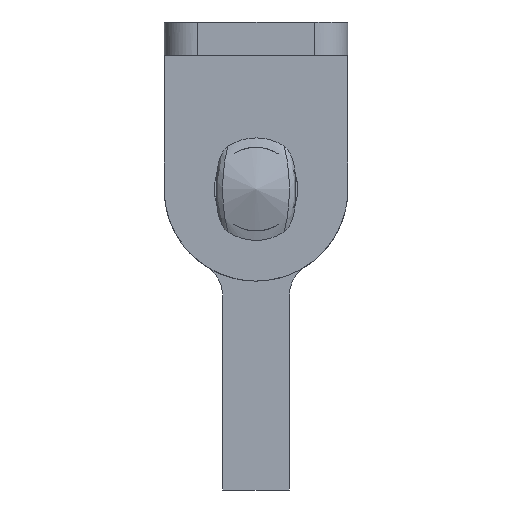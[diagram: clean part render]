
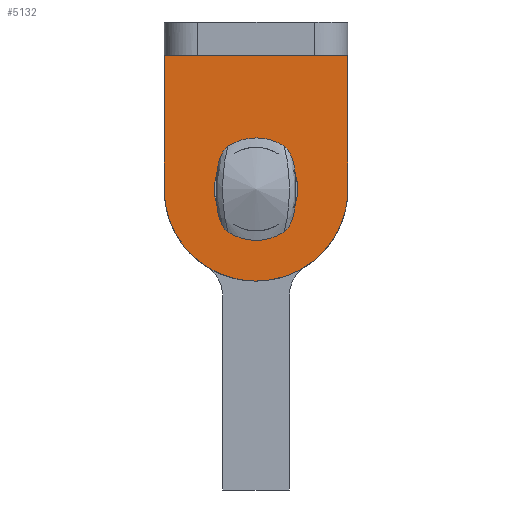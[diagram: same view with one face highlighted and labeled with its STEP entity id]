
A CAD part, left-side view. The second image highlights one B-rep face of the part: STEP entity #5132.
In plain terms, the highlighted free-form (B-spline) face has degree [1, 1] with [2, 2] control points.
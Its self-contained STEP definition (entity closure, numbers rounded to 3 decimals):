
#4061=CARTESIAN_POINT('',(-2.0,-1.843,1.689));
#4062=VERTEX_POINT('',#4061);
#4068=CARTESIAN_POINT('',(-2.0,0.0,2.5));
#4069=VERTEX_POINT('',#4068);
#4070=CARTESIAN_POINT('',(-2.0,-1.843,1.689));
#4071=CARTESIAN_POINT('',(-2.,-1.697,1.848));
#4072=CARTESIAN_POINT('',(-2.,-1.439,2.065));
#4073=CARTESIAN_POINT('',(-2.,-1.021,2.293));
#4074=CARTESIAN_POINT('',(-2.,-0.572,2.454));
#4075=CARTESIAN_POINT('',(-2.,-0.216,2.5));
#4076=CARTESIAN_POINT('',(-2.0,0.0,2.5));
#4077=B_SPLINE_CURVE_WITH_KNOTS('',3,(#4070,#4071,#4072,#4073,#4074,#4075,#4076),.UNSPECIFIED.,.F.,.U.,(4,1,1,1,4),(0.,0.648,1.004,1.425,2.073),.UNSPECIFIED.);
#4078=EDGE_CURVE('',#4062,#4069,#4077,.T.);
#4080=CARTESIAN_POINT('',(-2.0,2.5,0.));
#4081=VERTEX_POINT('',#4080);
#4082=CARTESIAN_POINT('',(-2.0,0.0,2.5));
#4083=CARTESIAN_POINT('',(-2.,0.225,2.5));
#4084=CARTESIAN_POINT('',(-2.0,0.542,2.457));
#4085=CARTESIAN_POINT('',(-2.,1.027,2.293));
#4086=CARTESIAN_POINT('',(-2.,1.498,2.038));
#4087=CARTESIAN_POINT('',(-2.,1.925,1.632));
#4088=CARTESIAN_POINT('',(-2.,2.227,1.167));
#4089=CARTESIAN_POINT('',(-2.,2.439,0.654));
#4090=CARTESIAN_POINT('',(-2.0,2.5,0.245));
#4091=CARTESIAN_POINT('',(-2.0,2.5,0.));
#4092=B_SPLINE_CURVE_WITH_KNOTS('',3,(#4082,#4083,#4084,#4085,#4086,#4087,#4088,#4089,#4090,#4091),.UNSPECIFIED.,.F.,.U.,(4,1,1,1,1,1,1,4),(0.,0.675,0.951,1.534,2.27,2.7,3.191,3.927),.UNSPECIFIED.);
#4093=EDGE_CURVE('',#4069,#4081,#4092,.T.);
#4095=CARTESIAN_POINT('',(-2.0,1.843,-1.689));
#4096=VERTEX_POINT('',#4095);
#4097=CARTESIAN_POINT('',(-2.0,2.5,0.));
#4098=CARTESIAN_POINT('',(-2.,2.5,-0.184));
#4099=CARTESIAN_POINT('',(-2.,2.464,-0.512));
#4100=CARTESIAN_POINT('',(-2.,2.276,-1.103));
#4101=CARTESIAN_POINT('',(-2.,2.039,-1.475));
#4102=CARTESIAN_POINT('',(-2.0,1.843,-1.689));
#4103=B_SPLINE_CURVE_WITH_KNOTS('',3,(#4097,#4098,#4099,#4100,#4101,#4102),.UNSPECIFIED.,.F.,.U.,(4,1,1,4),(0.,0.551,0.985,1.854),.UNSPECIFIED.);
#4104=EDGE_CURVE('',#4081,#4096,#4103,.T.);
#4144=CARTESIAN_POINT('',(-2.0,0.0,-2.5));
#4145=VERTEX_POINT('',#4144);
#4146=CARTESIAN_POINT('',(-2.0,1.843,-1.689));
#4147=CARTESIAN_POINT('',(-2.,1.705,-1.84));
#4148=CARTESIAN_POINT('',(-2.,1.423,-2.08));
#4149=CARTESIAN_POINT('',(-2.,0.992,-2.308));
#4150=CARTESIAN_POINT('',(-2.,0.529,-2.46));
#4151=CARTESIAN_POINT('',(-2.,0.205,-2.5));
#4152=CARTESIAN_POINT('',(-2.0,0.0,-2.5));
#4153=B_SPLINE_CURVE_WITH_KNOTS('',3,(#4146,#4147,#4148,#4149,#4150,#4151,#4152),.UNSPECIFIED.,.F.,.U.,(4,1,1,1,4),(0.,0.615,1.101,1.457,2.073),.UNSPECIFIED.);
#4154=EDGE_CURVE('',#4096,#4145,#4153,.T.);
#4156=CARTESIAN_POINT('',(-2.0,-2.5,0.));
#4157=VERTEX_POINT('',#4156);
#4158=CARTESIAN_POINT('',(-2.0,0.0,-2.5));
#4159=CARTESIAN_POINT('',(-2.,-0.225,-2.5));
#4160=CARTESIAN_POINT('',(-2.,-0.675,-2.439));
#4161=CARTESIAN_POINT('',(-2.,-1.187,-2.219));
#4162=CARTESIAN_POINT('',(-2.,-1.584,-1.947));
#4163=CARTESIAN_POINT('',(-2.,-1.913,-1.637));
#4164=CARTESIAN_POINT('',(-2.,-2.237,-1.172));
#4165=CARTESIAN_POINT('',(-2.,-2.452,-0.603));
#4166=CARTESIAN_POINT('',(-2.,-2.5,-0.194));
#4167=CARTESIAN_POINT('',(-2.0,-2.5,0.));
#4168=B_SPLINE_CURVE_WITH_KNOTS('',3,(#4158,#4159,#4160,#4161,#4162,#4163,#4164,#4165,#4166,#4167),.UNSPECIFIED.,.F.,.U.,(4,1,1,1,1,1,1,4),(0.,0.675,1.35,1.657,2.117,2.7,3.344,3.927),.UNSPECIFIED.);
#4169=EDGE_CURVE('',#4145,#4157,#4168,.T.);
#4171=CARTESIAN_POINT('',(-2.0,-2.5,0.));
#4172=CARTESIAN_POINT('',(-2.,-2.5,0.27));
#4173=CARTESIAN_POINT('',(-2.,-2.435,0.666));
#4174=CARTESIAN_POINT('',(-2.,-2.194,1.237));
#4175=CARTESIAN_POINT('',(-2.,-1.993,1.525));
#4176=CARTESIAN_POINT('',(-2.0,-1.843,1.689));
#4177=B_SPLINE_CURVE_WITH_KNOTS('',3,(#4171,#4172,#4173,#4174,#4175,#4176),.UNSPECIFIED.,.F.,.U.,(4,1,1,4),(0.,0.811,1.188,1.854),.UNSPECIFIED.);
#4178=EDGE_CURVE('',#4157,#4062,#4177,.T.);
#4555=CARTESIAN_POINT('',(-2.0,-5.5,0.));
#4556=VERTEX_POINT('',#4555);
#4562=CARTESIAN_POINT('',(-2.0,0.,-5.5));
#4563=VERTEX_POINT('',#4562);
#4564=CARTESIAN_POINT('',(-2.0,0.,-5.5));
#4565=CARTESIAN_POINT('',(-2.,-0.315,-5.5));
#4566=CARTESIAN_POINT('',(-2.,-0.945,-5.446));
#4567=CARTESIAN_POINT('',(-2.,-1.949,-5.181));
#4568=CARTESIAN_POINT('',(-2.,-2.824,-4.754));
#4569=CARTESIAN_POINT('',(-2.,-3.606,-4.181));
#4570=CARTESIAN_POINT('',(-2.0,-4.261,-3.527));
#4571=CARTESIAN_POINT('',(-2.0,-4.875,-2.632));
#4572=CARTESIAN_POINT('',(-2.0,-5.369,-1.44));
#4573=CARTESIAN_POINT('',(-2.,-5.5,-0.517));
#4574=CARTESIAN_POINT('',(-2.0,-5.5,0.));
#4575=B_SPLINE_CURVE_WITH_KNOTS('',3,(#4564,#4565,#4566,#4567,#4568,#4569,#4570,#4571,#4572,#4573,#4574),.UNSPECIFIED.,.F.,.U.,(4,1,1,1,1,1,1,1,4),(0.,0.945,1.89,3.105,3.847,4.792,5.872,7.087,8.639),.UNSPECIFIED.);
#4576=EDGE_CURVE('',#4563,#4556,#4575,.T.);
#4578=CARTESIAN_POINT('',(-2.0,5.5,0.));
#4579=VERTEX_POINT('',#4578);
#4580=CARTESIAN_POINT('',(-2.0,5.5,0.));
#4581=CARTESIAN_POINT('',(-2.,5.5,-0.36));
#4582=CARTESIAN_POINT('',(-2.,5.442,-0.945));
#4583=CARTESIAN_POINT('',(-2.,5.178,-1.948));
#4584=CARTESIAN_POINT('',(-2.,4.742,-2.87));
#4585=CARTESIAN_POINT('',(-2.,4.039,-3.782));
#4586=CARTESIAN_POINT('',(-2.,3.344,-4.396));
#4587=CARTESIAN_POINT('',(-2.0,2.544,-4.903));
#4588=CARTESIAN_POINT('',(-2.0,1.796,-5.224));
#4589=CARTESIAN_POINT('',(-2.0,0.9,-5.448));
#4590=CARTESIAN_POINT('',(-2.0,0.337,-5.5));
#4591=CARTESIAN_POINT('',(-2.0,0.,-5.5));
#4592=B_SPLINE_CURVE_WITH_KNOTS('',3,(#4580,#4581,#4582,#4583,#4584,#4585,#4586,#4587,#4588,#4589,#4590,#4591),.UNSPECIFIED.,.F.,.U.,(4,1,1,1,1,1,1,1,1,4),(0.,1.08,1.755,3.105,4.117,5.197,5.872,6.952,7.627,8.639),.UNSPECIFIED.);
#4593=EDGE_CURVE('',#4579,#4563,#4592,.T.);
#5019=CARTESIAN_POINT('',(-2.0,5.5,8.0));
#5020=VERTEX_POINT('',#5019);
#5021=CARTESIAN_POINT('',(-2.0,5.5,8.0));
#5022=CARTESIAN_POINT('',(-2.0,5.5,0.));
#5023=QUASI_UNIFORM_CURVE('',1,(#5021,#5022),.UNSPECIFIED.,.F.,.U.);
#5024=EDGE_CURVE('',#5020,#4579,#5023,.T.);
#5042=CARTESIAN_POINT('',(-2.0,-5.5,8.0));
#5043=VERTEX_POINT('',#5042);
#5044=CARTESIAN_POINT('',(-2.0,-5.5,8.0));
#5045=CARTESIAN_POINT('',(-2.0,-5.5,0.));
#5046=QUASI_UNIFORM_CURVE('',1,(#5044,#5045),.UNSPECIFIED.,.F.,.U.);
#5047=EDGE_CURVE('',#5043,#4556,#5046,.T.);
#5086=CARTESIAN_POINT('',(-2.0,-5.5,8.0));
#5087=CARTESIAN_POINT('',(-2.0,5.5,8.0));
#5088=QUASI_UNIFORM_CURVE('',1,(#5086,#5087),.UNSPECIFIED.,.F.,.U.);
#5089=EDGE_CURVE('',#5043,#5020,#5088,.T.);
#5112=CARTESIAN_POINT('',(-2.0,-6.049,8.674));
#5113=CARTESIAN_POINT('',(-2.0,-6.049,-6.174));
#5114=CARTESIAN_POINT('',(-2.0,6.049,8.674));
#5115=CARTESIAN_POINT('',(-2.0,6.049,-6.174));
#5116=B_SPLINE_SURFACE_WITH_KNOTS('',1,1,((#5112,#5114),(#5113,#5115)),.UNSPECIFIED.,.F.,.F.,.U.,(2,2),(2,2),(0.0,14.849),(0.0,12.099),.UNSPECIFIED.);
#5117=ORIENTED_EDGE('',*,*,#4593,.T.);
#5118=ORIENTED_EDGE('',*,*,#4576,.T.);
#5119=ORIENTED_EDGE('',*,*,#5047,.F.);
#5120=ORIENTED_EDGE('',*,*,#5089,.T.);
#5121=ORIENTED_EDGE('',*,*,#5024,.T.);
#5122=EDGE_LOOP('',(#5117,#5118,#5119,#5120,#5121));
#5123=FACE_OUTER_BOUND('',#5122,.T.);
#5124=ORIENTED_EDGE('',*,*,#4169,.F.);
#5125=ORIENTED_EDGE('',*,*,#4154,.F.);
#5126=ORIENTED_EDGE('',*,*,#4104,.F.);
#5127=ORIENTED_EDGE('',*,*,#4093,.F.);
#5128=ORIENTED_EDGE('',*,*,#4078,.F.);
#5129=ORIENTED_EDGE('',*,*,#4178,.F.);
#5130=EDGE_LOOP('',(#5124,#5125,#5126,#5127,#5128,#5129));
#5131=FACE_BOUND('',#5130,.T.);
#5132=ADVANCED_FACE('',(#5123,#5131),#5116,.F.);
